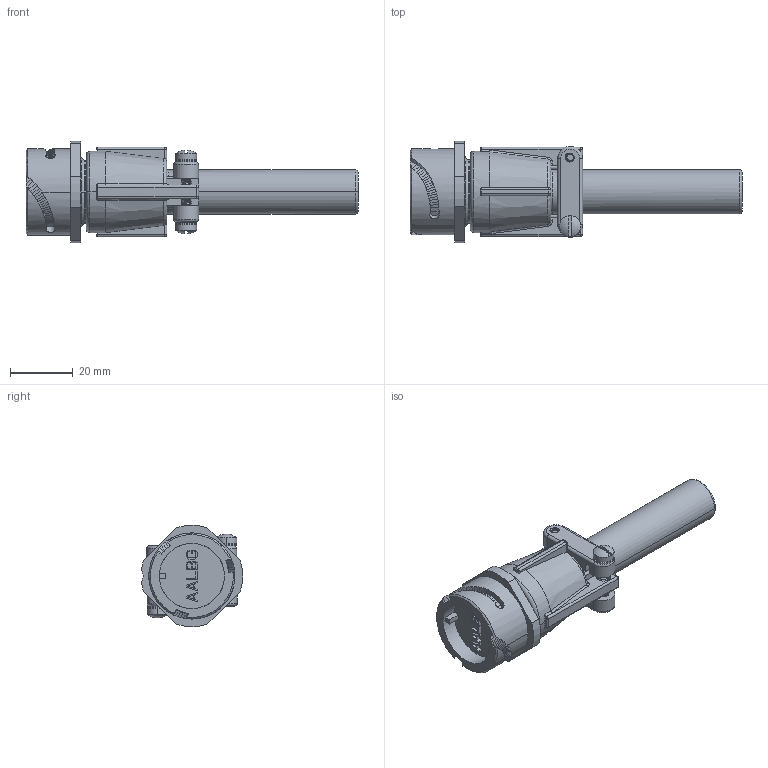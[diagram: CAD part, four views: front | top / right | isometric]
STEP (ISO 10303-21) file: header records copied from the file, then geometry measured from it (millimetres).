
FILE_DESCRIPTION((''),'2;1');
FILE_NAME('VG95234F-16S_SW0001','2023-03-20T16:57:25',('paultorloting'),('NET AG system integration'),'CREO PARAMETRIC BY PTC INC, 2021404','CREO PARAMETRIC BY PTC INC, 2021404','');
FILE_SCHEMA(('AUTOMOTIVE_DESIGN { 1 0 10303 214 1 1 1 1 }'));
Products named in the file (1): VG95234F-16S_SW0001
Bounding box: 105.59 x 32.2 x 32.3 mm (x, y, z)
Volume: 28731.2 mm3; surface area: 13759.8 mm2
Topology: 1 solids, 1 shells, 901 faces, 2389 edges, 1505 vertices
Faces by surface type: plane 379, bspline 252, cylinder 187, cone 40, torus 35, sphere 8
Entity records: 48205 total; most frequent: CARTESIAN_POINT 22798, ORIENTED_EDGE 4770, DIRECTION 3383, EDGE_CURVE 2385, VERTEX_POINT 1503, VECTOR 1340, LINE 1340, AXIS2_PLACEMENT_3D 1020
